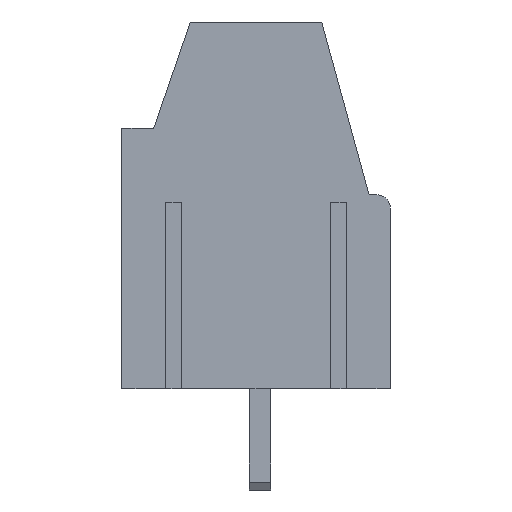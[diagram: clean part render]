
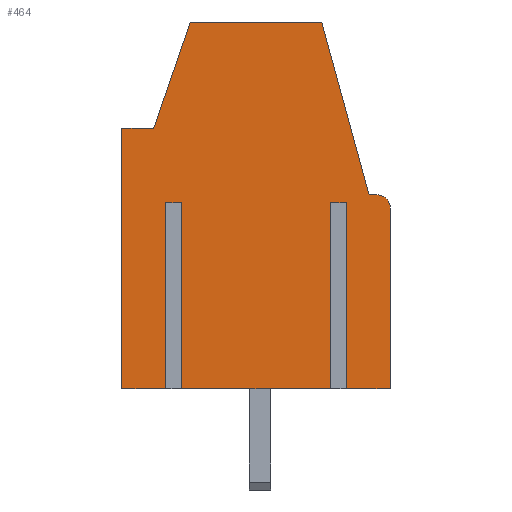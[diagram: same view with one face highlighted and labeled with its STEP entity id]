
A CAD part, left-side view. The second image highlights one B-rep face of the part: STEP entity #464.
In plain terms, the highlighted planar face has unit normal (-1, 0, 0).
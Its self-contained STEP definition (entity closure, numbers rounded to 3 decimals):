
#464 = ADVANCED_FACE( '', ( #940 ), #941, .T. );
#940 = FACE_OUTER_BOUND( '', #1465, .T. );
#941 = PLANE( '', #1466 );
#1465 = EDGE_LOOP( '', ( #2490, #2491, #2492, #2493, #2494, #2495, #2496, #2497, #2498, #2499, #2500, #2501, #2502, #2503, #2504, #2505, #2506 ) );
#1466 = AXIS2_PLACEMENT_3D( '', #2507, #2508, #2509 );
#2490 = ORIENTED_EDGE( '', *, *, #3666, .T. );
#2491 = ORIENTED_EDGE( '', *, *, #3597, .T. );
#2492 = ORIENTED_EDGE( '', *, *, #3667, .T. );
#2493 = ORIENTED_EDGE( '', *, *, #3334, .F. );
#2494 = ORIENTED_EDGE( '', *, *, #3475, .T. );
#2495 = ORIENTED_EDGE( '', *, *, #3506, .T. );
#2496 = ORIENTED_EDGE( '', *, *, #3668, .T. );
#2497 = ORIENTED_EDGE( '', *, *, #3396, .T. );
#2498 = ORIENTED_EDGE( '', *, *, #3558, .T. );
#2499 = ORIENTED_EDGE( '', *, *, #3669, .T. );
#2500 = ORIENTED_EDGE( '', *, *, #3670, .T. );
#2501 = ORIENTED_EDGE( '', *, *, #3671, .T. );
#2502 = ORIENTED_EDGE( '', *, *, #3369, .T. );
#2503 = ORIENTED_EDGE( '', *, *, #3616, .T. );
#2504 = ORIENTED_EDGE( '', *, *, #3324, .T. );
#2505 = ORIENTED_EDGE( '', *, *, #3672, .T. );
#2506 = ORIENTED_EDGE( '', *, *, #3673, .F. );
#2507 = CARTESIAN_POINT( '', ( -5.08, 0., 0. ) );
#2508 = DIRECTION( '', ( -1., 0., 0. ) );
#2509 = DIRECTION( '', ( 0., 0., 1. ) );
#3324 = EDGE_CURVE( '', #3991, #3989, #3992, .T. );
#3334 = EDGE_CURVE( '', #4006, #4002, #4008, .T. );
#3369 = EDGE_CURVE( '', #4067, #4068, #4069, .T. );
#3396 = EDGE_CURVE( '', #4118, #4116, #4119, .T. );
#3475 = EDGE_CURVE( '', #4006, #4251, #4252, .T. );
#3506 = EDGE_CURVE( '', #4251, #4297, #4300, .T. );
#3558 = EDGE_CURVE( '', #4116, #4374, #4376, .T. );
#3597 = EDGE_CURVE( '', #4431, #4429, #4432, .T. );
#3616 = EDGE_CURVE( '', #4068, #3991, #4460, .T. );
#3666 = EDGE_CURVE( '', #4527, #4431, #4528, .T. );
#3667 = EDGE_CURVE( '', #4429, #4002, #4529, .T. );
#3668 = EDGE_CURVE( '', #4297, #4118, #4530, .T. );
#3669 = EDGE_CURVE( '', #4374, #4531, #4532, .T. );
#3670 = EDGE_CURVE( '', #4531, #4533, #4534, .T. );
#3671 = EDGE_CURVE( '', #4533, #4067, #4535, .T. );
#3672 = EDGE_CURVE( '', #3989, #4536, #4537, .T. );
#3673 = EDGE_CURVE( '', #4527, #4536, #4538, .T. );
#3989 = VERTEX_POINT( '', #4934 );
#3991 = VERTEX_POINT( '', #4937 );
#3992 = LINE( '', #4938, #4939 );
#4002 = VERTEX_POINT( '', #4953 );
#4006 = VERTEX_POINT( '', #4959 );
#4008 = LINE( '', #4962, #4963 );
#4067 = VERTEX_POINT( '', #5048 );
#4068 = VERTEX_POINT( '', #5049 );
#4069 = LINE( '', #5050, #5051 );
#4116 = VERTEX_POINT( '', #5120 );
#4118 = VERTEX_POINT( '', #5123 );
#4119 = LINE( '', #5124, #5125 );
#4251 = VERTEX_POINT( '', #5319 );
#4252 = LINE( '', #5320, #5321 );
#4297 = VERTEX_POINT( '', #5386 );
#4300 = LINE( '', #5390, #5391 );
#4374 = VERTEX_POINT( '', #5500 );
#4376 = CIRCLE( '', #5503, 0.5 );
#4429 = VERTEX_POINT( '', #5583 );
#4431 = VERTEX_POINT( '', #5586 );
#4432 = LINE( '', #5587, #5588 );
#4460 = LINE( '', #5629, #5630 );
#4527 = VERTEX_POINT( '', #5728 );
#4528 = LINE( '', #5729, #5730 );
#4529 = LINE( '', #5731, #5732 );
#4530 = LINE( '', #5733, #5734 );
#4531 = VERTEX_POINT( '', #5735 );
#4532 = LINE( '', #5736, #5737 );
#4533 = VERTEX_POINT( '', #5738 );
#4534 = LINE( '', #5739, #5740 );
#4535 = LINE( '', #5741, #5742 );
#4536 = VERTEX_POINT( '', #5743 );
#4537 = LINE( '', #5744, #5745 );
#4538 = LINE( '', #5746, #5747 );
#4934 = CARTESIAN_POINT( '', ( -5.08, 5.05, -3.65 ) );
#4937 = CARTESIAN_POINT( '', ( -5.08, 5.05, 6.15 ) );
#4938 = CARTESIAN_POINT( '', ( -5.08, 5.05, 6.15 ) );
#4939 = VECTOR( '', #6131, 1000. );
#4953 = CARTESIAN_POINT( '', ( -5.08, -2.8, -3.65 ) );
#4959 = CARTESIAN_POINT( '', ( -5.08, -2.8, 3.35 ) );
#4962 = CARTESIAN_POINT( '', ( -5.08, -2.8, 3.35 ) );
#4963 = VECTOR( '', #6139, 1000. );
#5048 = CARTESIAN_POINT( '', ( -5.08, 2.472, 10.15 ) );
#5049 = CARTESIAN_POINT( '', ( -5.08, 3.85, 6.15 ) );
#5050 = CARTESIAN_POINT( '', ( -5.08, 3.85, 6.15 ) );
#5051 = VECTOR( '', #6169, 1000. );
#5120 = CARTESIAN_POINT( '', ( -5.08, -5.05, 3.15 ) );
#5123 = CARTESIAN_POINT( '', ( -5.08, -5.05, -3.65 ) );
#5124 = CARTESIAN_POINT( '', ( -5.08, -5.05, -3.65 ) );
#5125 = VECTOR( '', #6193, 1000. );
#5319 = CARTESIAN_POINT( '', ( -5.08, -3.4, 3.35 ) );
#5320 = CARTESIAN_POINT( '', ( -5.08, -2.8, 3.35 ) );
#5321 = VECTOR( '', #6265, 1000. );
#5386 = CARTESIAN_POINT( '', ( -5.08, -3.4, -3.65 ) );
#5390 = CARTESIAN_POINT( '', ( -5.08, -3.4, 3.35 ) );
#5391 = VECTOR( '', #6293, 1000. );
#5500 = CARTESIAN_POINT( '', ( -5.08, -4.55, 3.65 ) );
#5503 = AXIS2_PLACEMENT_3D( '', #6336, #6337, #6338 );
#5583 = CARTESIAN_POINT( '', ( -5.08, 2.8, -3.65 ) );
#5586 = CARTESIAN_POINT( '', ( -5.08, 2.8, 3.35 ) );
#5587 = CARTESIAN_POINT( '', ( -5.08, 2.8, 3.35 ) );
#5588 = VECTOR( '', #6367, 1000. );
#5629 = CARTESIAN_POINT( '', ( -5.08, 5.05, 6.15 ) );
#5630 = VECTOR( '', #6384, 1000. );
#5728 = CARTESIAN_POINT( '', ( -5.08, 3.4, 3.35 ) );
#5729 = CARTESIAN_POINT( '', ( -5.08, 3.4, 3.35 ) );
#5730 = VECTOR( '', #6428, 1000. );
#5731 = CARTESIAN_POINT( '', ( -5.08, 5.05, -3.65 ) );
#5732 = VECTOR( '', #6429, 1000. );
#5733 = CARTESIAN_POINT( '', ( -5.08, 5.05, -3.65 ) );
#5734 = VECTOR( '', #6430, 1000. );
#5735 = CARTESIAN_POINT( '', ( -5.08, -4.25, 3.65 ) );
#5736 = CARTESIAN_POINT( '', ( -5.08, -4.25, 3.65 ) );
#5737 = VECTOR( '', #6431, 1000. );
#5738 = CARTESIAN_POINT( '', ( -5.08, -2.472, 10.15 ) );
#5739 = CARTESIAN_POINT( '', ( -5.08, -2.472, 10.15 ) );
#5740 = VECTOR( '', #6432, 1000. );
#5741 = CARTESIAN_POINT( '', ( -5.08, -2.472, 10.15 ) );
#5742 = VECTOR( '', #6433, 1000. );
#5743 = CARTESIAN_POINT( '', ( -5.08, 3.4, -3.65 ) );
#5744 = CARTESIAN_POINT( '', ( -5.08, 5.05, -3.65 ) );
#5745 = VECTOR( '', #6434, 1000. );
#5746 = CARTESIAN_POINT( '', ( -5.08, 3.4, 3.35 ) );
#5747 = VECTOR( '', #6435, 1000. );
#6131 = DIRECTION( '', ( 0., 0., -1. ) );
#6139 = DIRECTION( '', ( 0., 0., -1. ) );
#6169 = DIRECTION( '', ( 0., 0.326, -0.945 ) );
#6193 = DIRECTION( '', ( 0., 0., 1. ) );
#6265 = DIRECTION( '', ( 0., -1., 0. ) );
#6293 = DIRECTION( '', ( 0., 0., -1. ) );
#6336 = CARTESIAN_POINT( '', ( -5.08, -4.55, 3.15 ) );
#6337 = DIRECTION( '', ( -1., 0., 0. ) );
#6338 = DIRECTION( '', ( 0., 0., 1. ) );
#6367 = DIRECTION( '', ( 0., 0., -1. ) );
#6384 = DIRECTION( '', ( 0., 1., 0. ) );
#6428 = DIRECTION( '', ( 0., -1., 0. ) );
#6429 = DIRECTION( '', ( 0., -1., 0. ) );
#6430 = DIRECTION( '', ( 0., -1., 0. ) );
#6431 = DIRECTION( '', ( 0., 1., 0. ) );
#6432 = DIRECTION( '', ( 0., 0.264, 0.965 ) );
#6433 = DIRECTION( '', ( 0., 1., 0. ) );
#6434 = DIRECTION( '', ( 0., -1., 0. ) );
#6435 = DIRECTION( '', ( 0., 0., -1. ) );
